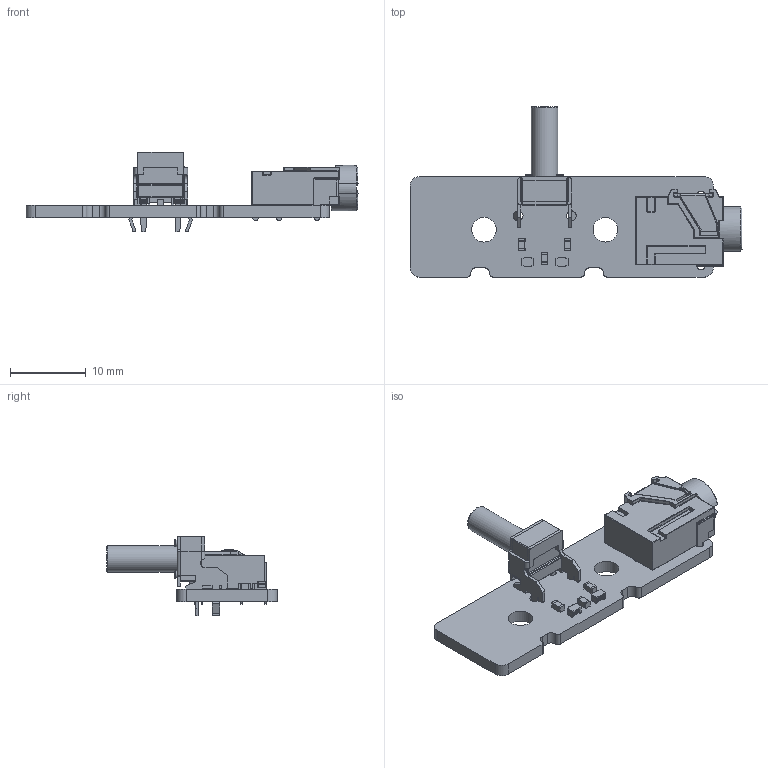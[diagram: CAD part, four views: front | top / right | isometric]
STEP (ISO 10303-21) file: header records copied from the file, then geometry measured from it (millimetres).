
FILE_DESCRIPTION(('Open CASCADE Model'),'2;1');
FILE_NAME('Open CASCADE Shape Model','2020-09-07T12:59:41',('Author'),( 'Open CASCADE'),'Open CASCADE STEP processor 6.8','Open CASCADE 6.8' ,'Unknown');
FILE_SCHEMA(('AUTOMOTIVE_DESIGN { 1 0 10303 214 1 1 1 1 }'));
Length unit declared in the file: millimetre
Products named in the file (15): PCB; BoardPTT_Board; Open CASCADE STEP translator 6.8 2.1.1; S1PTT_Board; TE_-_2-1825027-0_v2; L2PTT_Board; INDUC_-_0603_1608_v4.1; INDUC_-_0603_1608_v4; L1PTT_Board; J2PTT_Board; CUI_-_SJ-43514; C3PTT_Board; 0603_cap; C2PTT_Board; C1PTT_Board
Assembly tree (18 placements, depth 3):
  PCB
    BoardPTT_Board
      Open CASCADE STEP translator 6.8 2.1.1
    S1PTT_Board
      TE_-_2-1825027-0_v2
    L2PTT_Board
      INDUC_-_0603_1608_v4.1
      INDUC_-_0603_1608_v4
    L1PTT_Board
      INDUC_-_0603_1608_v4.1
      INDUC_-_0603_1608_v4
    J2PTT_Board
      CUI_-_SJ-43514
    C3PTT_Board
      0603_cap
    C2PTT_Board
      0603_cap
    C1PTT_Board
      0603_cap
Bounding box: 43.75 x 22.43 x 10.52 mm (x, y, z)
Volume: 1581 mm3; surface area: 2418 mm2
Topology: 10 solids, 10 shells, 1289 faces, 3248 edges, 1895 vertices
Faces by surface type: cylinder 530, plane 373, torus 154, sphere 142, bspline 86, cone 4
Full cylindrical faces by diameter (mm): 0.075 x80, 0.94 x4, 0.99 x2, 1 x2, 1.1 x6, 1.3 x2, 3.25 x2, 3.505 x1
Entity records: 31485 total; most frequent: CARTESIAN_POINT 8041, DIRECTION 4762, ORIENTED_EDGE 4452, EDGE_CURVE 2226, AXIS2_PLACEMENT_3D 1819, VERTEX_POINT 1337, LINE 1124, VECTOR 1124
